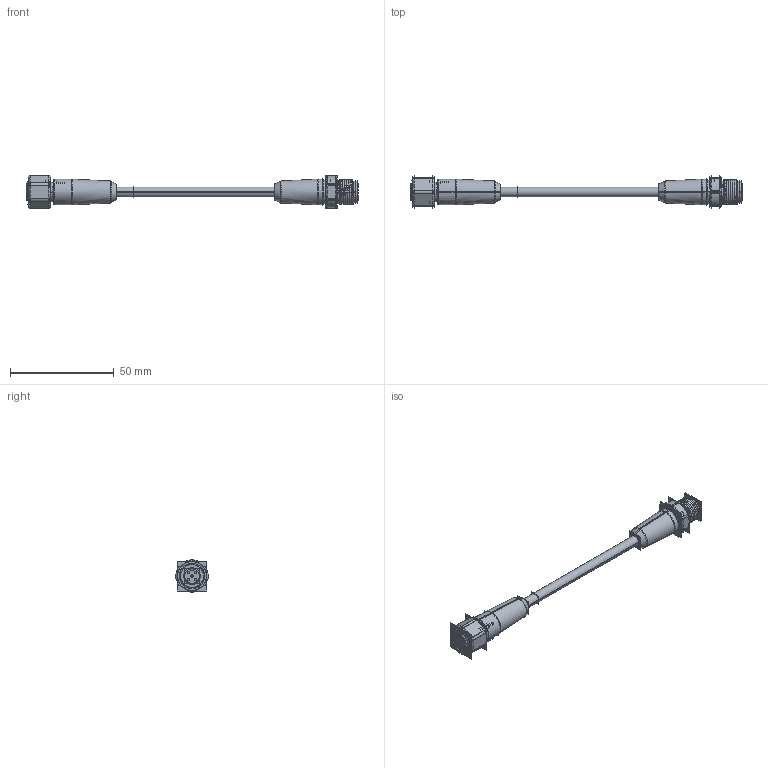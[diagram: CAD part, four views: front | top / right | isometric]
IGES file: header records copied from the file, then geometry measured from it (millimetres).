
Start section:  PTC IGES file: 214668.igs
Global section: file name: 214668.igs; native system: Creo Parametric by PTC Inc.; preprocessor: 2018300; author: pdmadmin; organization: Unknown; date: 20191023.131107; units: millimetre
Bounding box: 160.06 x 15.62 x 15.62 mm (x, y, z)
Volume: 9438.3 mm3; surface area: 54210 mm2
Topology: 18 solids, 18 shells, 1658 faces, 8406 edges, 10656 vertices
Faces by surface type: revolution 988, bspline 670
